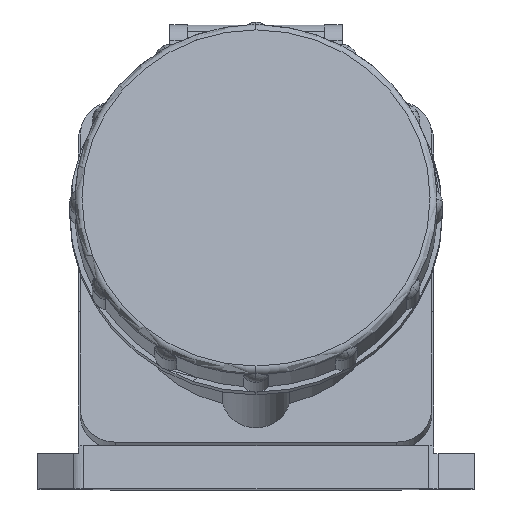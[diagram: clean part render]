
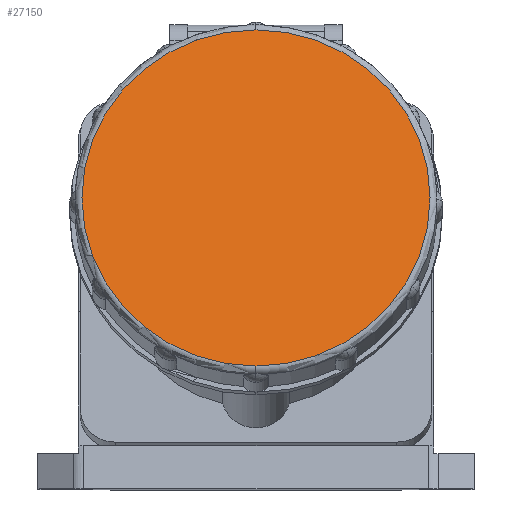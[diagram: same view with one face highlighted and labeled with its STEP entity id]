
A CAD part, top view. The second image highlights one B-rep face of the part: STEP entity #27150.
In plain terms, the highlighted planar face has unit normal (0, 0.259, 0.966).
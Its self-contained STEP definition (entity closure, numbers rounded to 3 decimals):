
#18 = AXIS2_PLACEMENT_3D ( 'NONE', #30857, #11233, #34151 ) ;
#2995 = CIRCLE ( 'NONE', #21788, 49.5 ) ;
#4675 = ORIENTED_EDGE ( 'NONE', *, *, #13248, .T. ) ;
#5011 = CARTESIAN_POINT ( 'NONE',  ( 0., 34.776, 76.092 ) ) ;
#8052 = CIRCLE ( 'NONE', #18, 49.5 ) ;
#9974 = EDGE_LOOP ( 'NONE', ( #4675, #26949 ) ) ;
#11233 = DIRECTION ( 'NONE',  ( 0., 0.259, 0.966 ) ) ;
#11588 = CARTESIAN_POINT ( 'NONE',  ( 0., 82.589, 63.281 ) ) ;
#13248 = EDGE_CURVE ( 'NONE', #22961, #27264, #2995, .T. ) ;
#14893 = DIRECTION ( 'NONE',  ( 0., -0.966, 0.259 ) ) ;
#21720 = CARTESIAN_POINT ( 'NONE',  ( 0., 82.589, 63.281 ) ) ;
#21788 = AXIS2_PLACEMENT_3D ( 'NONE', #11588, #34491, #14893 ) ;
#22961 = VERTEX_POINT ( 'NONE', #5011 ) ;
#26510 = CARTESIAN_POINT ( 'NONE',  ( 0., 130.402, 50.469 ) ) ;
#26949 = ORIENTED_EDGE ( 'NONE', *, *, #35870, .T. ) ;
#27150 = ADVANCED_FACE ( 'NONE', ( #27659 ), #28274, .T. ) ;
#27264 = VERTEX_POINT ( 'NONE', #26510 ) ;
#27659 = FACE_OUTER_BOUND ( 'NONE', #9974, .T. ) ;
#28274 = PLANE ( 'NONE',  #30323 ) ;
#30323 = AXIS2_PLACEMENT_3D ( 'NONE', #21720, #34717, #31557 ) ;
#30857 = CARTESIAN_POINT ( 'NONE',  ( 0., 82.589, 63.281 ) ) ;
#31557 = DIRECTION ( 'NONE',  ( 0., -0.966, 0.259 ) ) ;
#34151 = DIRECTION ( 'NONE',  ( 0., -0.966, 0.259 ) ) ;
#34491 = DIRECTION ( 'NONE',  ( 0., 0.259, 0.966 ) ) ;
#34717 = DIRECTION ( 'NONE',  ( 0., 0.259, 0.966 ) ) ;
#35870 = EDGE_CURVE ( 'NONE', #27264, #22961, #8052, .T. ) ;
